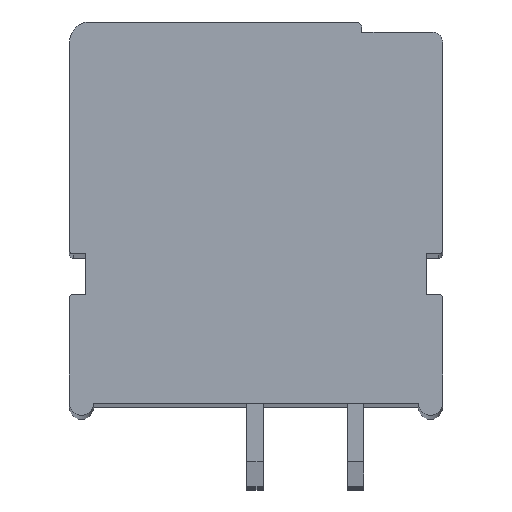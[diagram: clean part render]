
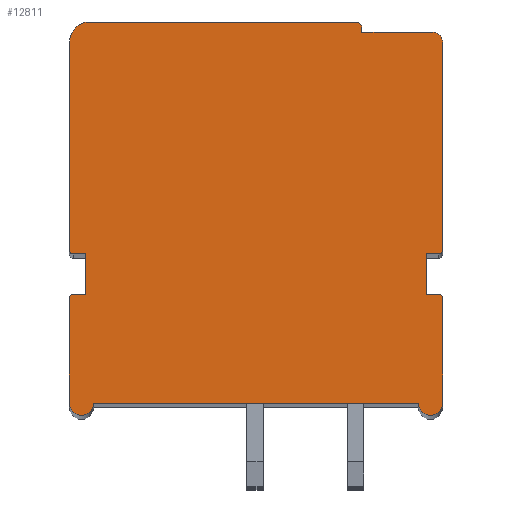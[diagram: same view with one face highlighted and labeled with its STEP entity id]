
A CAD part, top view. The second image highlights one B-rep face of the part: STEP entity #12811.
In plain terms, the highlighted planar face has unit normal (0, 0, 1).
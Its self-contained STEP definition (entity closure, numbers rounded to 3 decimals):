
#1724=CARTESIAN_POINT('',(8.75,8.75,4.7));
#1725=DIRECTION('',(0.,0.,1.));
#1726=DIRECTION('',(1.,0.,0.));
#1727=AXIS2_PLACEMENT_3D('',#1724,#1725,#1726);
#1729=DIRECTION('',(0.,1.,0.));
#1730=VECTOR('',#1729,10.3);
#1731=CARTESIAN_POINT('',(9.25,-1.55,4.7));
#1732=LINE('',#1731,#1730);
#1733=CARTESIAN_POINT('',(9.05,-1.55,4.7));
#1734=DIRECTION('',(0.,0.,1.));
#1735=DIRECTION('',(0.,-1.,0.));
#1736=AXIS2_PLACEMENT_3D('',#1733,#1734,#1735);
#1738=DIRECTION('',(1.,0.,0.));
#1739=VECTOR('',#1738,0.6);
#1740=CARTESIAN_POINT('',(8.45,-1.75,4.7));
#1741=LINE('',#1740,#1739);
#1742=DIRECTION('',(0.,1.,0.));
#1743=VECTOR('',#1742,2.);
#1744=CARTESIAN_POINT('',(8.45,-3.75,4.7));
#1745=LINE('',#1744,#1743);
#1746=DIRECTION('',(-1.,0.,0.));
#1747=VECTOR('',#1746,0.6);
#1748=CARTESIAN_POINT('',(9.05,-3.75,4.7));
#1749=LINE('',#1748,#1747);
#1750=CARTESIAN_POINT('',(9.05,-3.95,4.7));
#1751=DIRECTION('',(0.,0.,1.));
#1752=DIRECTION('',(1.,0.,0.));
#1753=AXIS2_PLACEMENT_3D('',#1750,#1751,#1752);
#1755=DIRECTION('',(0.,1.,0.));
#1756=VECTOR('',#1755,5.2);
#1757=CARTESIAN_POINT('',(9.25,-9.15,4.7));
#1758=LINE('',#1757,#1756);
#1759=CARTESIAN_POINT('',(8.65,-9.15,4.7));
#1760=DIRECTION('',(0.,0.,1.));
#1761=DIRECTION('',(-1.,0.,0.));
#1762=AXIS2_PLACEMENT_3D('',#1759,#1760,#1761);
#1764=DIRECTION('',(1.,0.,0.));
#1765=VECTOR('',#1764,16.1);
#1766=CARTESIAN_POINT('',(-8.05,-9.15,4.7));
#1767=LINE('',#1766,#1765);
#1768=CARTESIAN_POINT('',(-8.65,-9.15,4.7));
#1769=DIRECTION('',(0.,0.,1.));
#1770=DIRECTION('',(-1.,0.,0.));
#1771=AXIS2_PLACEMENT_3D('',#1768,#1769,#1770);
#1773=DIRECTION('',(0.,-1.,0.));
#1774=VECTOR('',#1773,5.2);
#1775=CARTESIAN_POINT('',(-9.25,-3.95,4.7));
#1776=LINE('',#1775,#1774);
#1777=CARTESIAN_POINT('',(-9.05,-3.95,4.7));
#1778=DIRECTION('',(0.,0.,1.));
#1779=DIRECTION('',(0.,1.,0.));
#1780=AXIS2_PLACEMENT_3D('',#1777,#1778,#1779);
#1782=DIRECTION('',(-1.,0.,0.));
#1783=VECTOR('',#1782,0.6);
#1784=CARTESIAN_POINT('',(-8.45,-3.75,4.7));
#1785=LINE('',#1784,#1783);
#1786=DIRECTION('',(0.,-1.,0.));
#1787=VECTOR('',#1786,2.);
#1788=CARTESIAN_POINT('',(-8.45,-1.75,4.7));
#1789=LINE('',#1788,#1787);
#1790=DIRECTION('',(1.,0.,0.));
#1791=VECTOR('',#1790,0.6);
#1792=CARTESIAN_POINT('',(-9.05,-1.75,4.7));
#1793=LINE('',#1792,#1791);
#1794=CARTESIAN_POINT('',(-9.05,-1.55,4.7));
#1795=DIRECTION('',(0.,0.,1.));
#1796=DIRECTION('',(-1.,0.,0.));
#1797=AXIS2_PLACEMENT_3D('',#1794,#1795,#1796);
#1799=DIRECTION('',(0.,-1.,0.));
#1800=VECTOR('',#1799,10.3);
#1801=CARTESIAN_POINT('',(-9.25,8.75,4.7));
#1802=LINE('',#1801,#1800);
#1803=CARTESIAN_POINT('',(-8.25,8.75,4.7));
#1804=DIRECTION('',(0.,0.,1.));
#1805=DIRECTION('',(0.,1.,0.));
#1806=AXIS2_PLACEMENT_3D('',#1803,#1804,#1805);
#1808=DIRECTION('',(-1.,0.,0.));
#1809=VECTOR('',#1808,13.2);
#1810=CARTESIAN_POINT('',(4.95,9.75,4.7));
#1811=LINE('',#1810,#1809);
#1812=CARTESIAN_POINT('',(4.95,9.45,4.7));
#1813=DIRECTION('',(0.,0.,1.));
#1814=DIRECTION('',(1.,0.,0.));
#1815=AXIS2_PLACEMENT_3D('',#1812,#1813,#1814);
#1817=DIRECTION('',(0.,1.,0.));
#1818=VECTOR('',#1817,0.2);
#1819=CARTESIAN_POINT('',(5.25,9.25,4.7));
#1820=LINE('',#1819,#1818);
#1821=DIRECTION('',(-1.,0.,0.));
#1822=VECTOR('',#1821,3.5);
#1823=CARTESIAN_POINT('',(8.75,9.25,4.7));
#1824=LINE('',#1823,#1822);
#8633=CARTESIAN_POINT('',(9.25,8.75,4.7));
#8634=CARTESIAN_POINT('',(8.75,9.25,4.7));
#8635=VERTEX_POINT('',#8633);
#8636=VERTEX_POINT('',#8634);
#8637=CARTESIAN_POINT('',(5.25,9.25,4.7));
#8638=VERTEX_POINT('',#8637);
#8639=CARTESIAN_POINT('',(5.25,9.45,4.7));
#8640=VERTEX_POINT('',#8639);
#8641=CARTESIAN_POINT('',(4.95,9.75,4.7));
#8642=VERTEX_POINT('',#8641);
#8643=CARTESIAN_POINT('',(-8.25,9.75,4.7));
#8644=VERTEX_POINT('',#8643);
#8645=CARTESIAN_POINT('',(-9.25,8.75,4.7));
#8646=VERTEX_POINT('',#8645);
#8647=CARTESIAN_POINT('',(-9.25,-1.55,4.7));
#8648=VERTEX_POINT('',#8647);
#8649=CARTESIAN_POINT('',(-9.05,-1.75,4.7));
#8650=VERTEX_POINT('',#8649);
#8651=CARTESIAN_POINT('',(-8.45,-1.75,4.7));
#8652=VERTEX_POINT('',#8651);
#8653=CARTESIAN_POINT('',(-8.45,-3.75,4.7));
#8654=VERTEX_POINT('',#8653);
#8655=CARTESIAN_POINT('',(-9.05,-3.75,4.7));
#8656=VERTEX_POINT('',#8655);
#8657=CARTESIAN_POINT('',(-9.25,-3.95,4.7));
#8658=VERTEX_POINT('',#8657);
#8659=CARTESIAN_POINT('',(-9.25,-9.15,4.7));
#8660=VERTEX_POINT('',#8659);
#8661=CARTESIAN_POINT('',(-8.05,-9.15,4.7));
#8662=VERTEX_POINT('',#8661);
#8663=CARTESIAN_POINT('',(8.05,-9.15,4.7));
#8664=VERTEX_POINT('',#8663);
#8665=CARTESIAN_POINT('',(9.25,-9.15,4.7));
#8666=VERTEX_POINT('',#8665);
#8667=CARTESIAN_POINT('',(9.25,-3.95,4.7));
#8668=VERTEX_POINT('',#8667);
#8669=CARTESIAN_POINT('',(9.05,-3.75,4.7));
#8670=VERTEX_POINT('',#8669);
#8671=CARTESIAN_POINT('',(8.45,-3.75,4.7));
#8672=VERTEX_POINT('',#8671);
#8673=CARTESIAN_POINT('',(8.45,-1.75,4.7));
#8674=VERTEX_POINT('',#8673);
#8675=CARTESIAN_POINT('',(9.05,-1.75,4.7));
#8676=VERTEX_POINT('',#8675);
#8677=CARTESIAN_POINT('',(9.25,-1.55,4.7));
#8678=VERTEX_POINT('',#8677);
#12781=CARTESIAN_POINT('',(0.,0.,4.7));
#12782=DIRECTION('',(0.,0.,1.));
#12783=DIRECTION('',(1.,0.,0.));
#12784=AXIS2_PLACEMENT_3D('',#12781,#12782,#12783);
#12785=PLANE('',#12784);
#12786=ORIENTED_EDGE('',*,*,#11409,.F.);
#12787=ORIENTED_EDGE('',*,*,#11424,.F.);
#12788=ORIENTED_EDGE('',*,*,#11438,.F.);
#12789=ORIENTED_EDGE('',*,*,#11452,.F.);
#12790=ORIENTED_EDGE('',*,*,#11466,.F.);
#12791=ORIENTED_EDGE('',*,*,#11480,.F.);
#12792=ORIENTED_EDGE('',*,*,#11494,.F.);
#12793=ORIENTED_EDGE('',*,*,#11508,.F.);
#12794=ORIENTED_EDGE('',*,*,#11522,.F.);
#12795=ORIENTED_EDGE('',*,*,#11536,.F.);
#12796=ORIENTED_EDGE('',*,*,#12010,.F.);
#12797=ORIENTED_EDGE('',*,*,#12024,.F.);
#12798=ORIENTED_EDGE('',*,*,#12038,.F.);
#12799=ORIENTED_EDGE('',*,*,#12052,.F.);
#12800=ORIENTED_EDGE('',*,*,#12066,.F.);
#12801=ORIENTED_EDGE('',*,*,#12080,.F.);
#12802=ORIENTED_EDGE('',*,*,#12094,.F.);
#12803=ORIENTED_EDGE('',*,*,#12108,.F.);
#12804=ORIENTED_EDGE('',*,*,#12122,.F.);
#12805=ORIENTED_EDGE('',*,*,#12136,.F.);
#12806=ORIENTED_EDGE('',*,*,#12518,.F.);
#12807=ORIENTED_EDGE('',*,*,#12532,.F.);
#12808=ORIENTED_EDGE('',*,*,#12545,.F.);
#12809=EDGE_LOOP('',(#12786,#12787,#12788,#12789,#12790,#12791,#12792,#12793,
#12794,#12795,#12796,#12797,#12798,#12799,#12800,#12801,#12802,#12803,#12804,
#12805,#12806,#12807,#12808));
#12810=FACE_OUTER_BOUND('',#12809,.F.);
#1728=CIRCLE('',#1727,0.5);
#1737=CIRCLE('',#1736,0.2);
#1754=CIRCLE('',#1753,0.2);
#1763=CIRCLE('',#1762,0.6);
#1772=CIRCLE('',#1771,0.6);
#1781=CIRCLE('',#1780,0.2);
#1798=CIRCLE('',#1797,0.2);
#1807=CIRCLE('',#1806,1.);
#1816=CIRCLE('',#1815,0.3);
#11409=EDGE_CURVE('',#8635,#8636,#1728,.T.);
#11424=EDGE_CURVE('',#8678,#8635,#1732,.T.);
#11438=EDGE_CURVE('',#8676,#8678,#1737,.T.);
#11452=EDGE_CURVE('',#8674,#8676,#1741,.T.);
#11466=EDGE_CURVE('',#8672,#8674,#1745,.T.);
#11480=EDGE_CURVE('',#8670,#8672,#1749,.T.);
#11494=EDGE_CURVE('',#8668,#8670,#1754,.T.);
#11508=EDGE_CURVE('',#8666,#8668,#1758,.T.);
#11522=EDGE_CURVE('',#8664,#8666,#1763,.T.);
#11536=EDGE_CURVE('',#8662,#8664,#1767,.T.);
#12010=EDGE_CURVE('',#8660,#8662,#1772,.T.);
#12024=EDGE_CURVE('',#8658,#8660,#1776,.T.);
#12038=EDGE_CURVE('',#8656,#8658,#1781,.T.);
#12052=EDGE_CURVE('',#8654,#8656,#1785,.T.);
#12066=EDGE_CURVE('',#8652,#8654,#1789,.T.);
#12080=EDGE_CURVE('',#8650,#8652,#1793,.T.);
#12094=EDGE_CURVE('',#8648,#8650,#1798,.T.);
#12108=EDGE_CURVE('',#8646,#8648,#1802,.T.);
#12122=EDGE_CURVE('',#8644,#8646,#1807,.T.);
#12136=EDGE_CURVE('',#8642,#8644,#1811,.T.);
#12518=EDGE_CURVE('',#8640,#8642,#1816,.T.);
#12532=EDGE_CURVE('',#8638,#8640,#1820,.T.);
#12545=EDGE_CURVE('',#8636,#8638,#1824,.T.);
#12811=ADVANCED_FACE('',(#12810),#12785,.T.);
